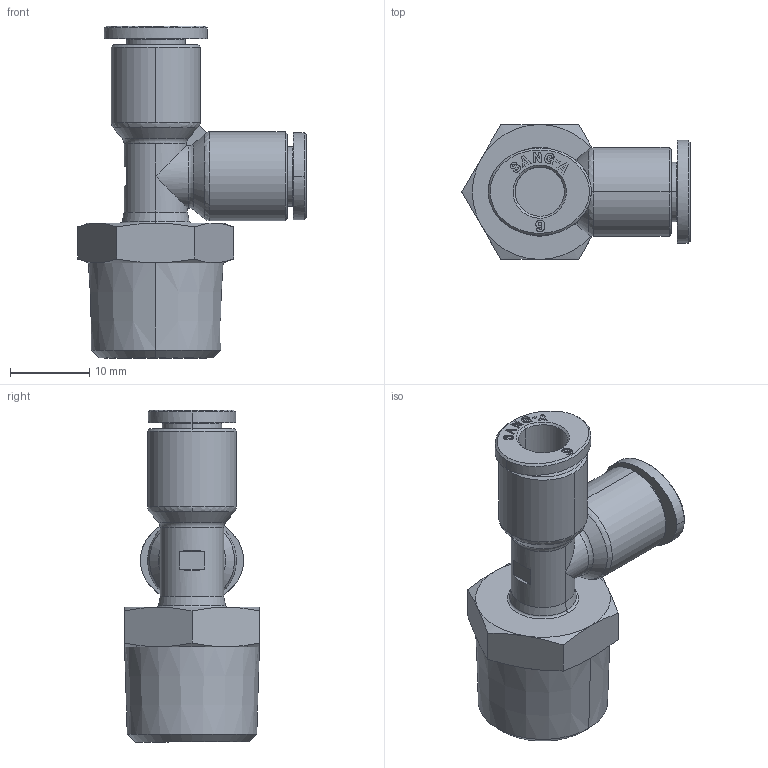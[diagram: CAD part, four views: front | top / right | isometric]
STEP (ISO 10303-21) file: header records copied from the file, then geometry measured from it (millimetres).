
FILE_DESCRIPTION (( 'STEP AP214' ), '1' );
FILE_NAME ('PST06-03.stp', '2015-10-15T09:24:27', ( '' ), ( '' ), 'SwSTEP 2.0', 'SolidWorks 2015', '' );
FILE_SCHEMA (( 'AUTOMOTIVE_DESIGN' ));
Length unit declared in the file: millimetre
Products named in the file (2): PST06-03; ｦ+ﾃｦ1
Assembly tree (1 placements, depth 2):
  PST06-03
    ｦ+ﾃｦ1
Bounding box: 28.77 x 17 x 41.85 mm (x, y, z)
Volume: 5125.4 mm3; surface area: 3970.4 mm2
Topology: 1 solids, 1 shells, 494 faces, 1349 edges, 884 vertices
Faces by surface type: plane 350, bspline 68, cylinder 38, cone 33, torus 5
Entity records: 18607 total; most frequent: CARTESIAN_POINT 5971, ORIENTED_EDGE 2694, DIRECTION 2126, EDGE_CURVE 1347, LINE 1032, VECTOR 1032, VERTEX_POINT 884, AXIS2_PLACEMENT_3D 547
